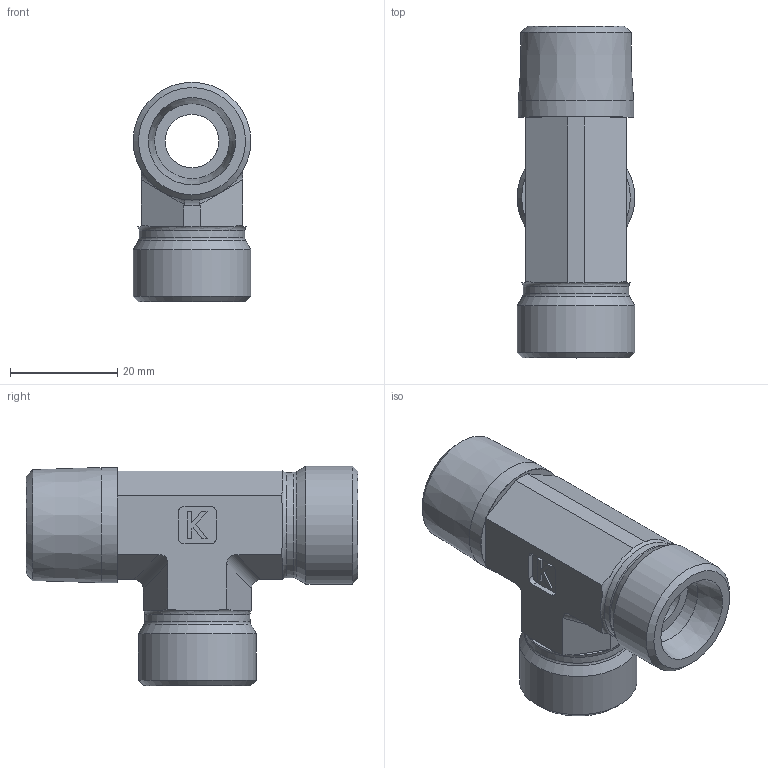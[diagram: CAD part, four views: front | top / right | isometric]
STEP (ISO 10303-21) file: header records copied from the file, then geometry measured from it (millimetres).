
FILE_DESCRIPTION((''),'2;1');
FILE_NAME('2514144822.stp','2014-10-08T11:52:38',(''),('KNOMI spol. s r. o.'),'Autodesk Inventor 2012','Autodesk Inventor 2012','');
FILE_SCHEMA(('AUTOMOTIVE_DESIGN { 1 2 10303 214 0 1 1 1 }'));
Length unit declared in the file: millimetre
Products named in the file (1): TBCR3 14SR R1/2/M22
Bounding box: 22 x 62 x 41 mm (x, y, z)
Volume: 19564.4 mm3; surface area: 8966.4 mm2
Topology: 1 solids, 1 shells, 108 faces, 299 edges, 196 vertices
Faces by surface type: plane 72, cylinder 19, cone 9, torus 8
Full cylindrical faces by diameter (mm): 10 x2, 14 x2, 19.7 x2, 21.518 x1, 22 x2
Entity records: 3328 total; most frequent: CARTESIAN_POINT 683, ORIENTED_EDGE 534, DIRECTION 532, EDGE_CURVE 267, AXIS2_PLACEMENT_3D 196, VERTEX_POINT 187, VECTOR 140, LINE 140
